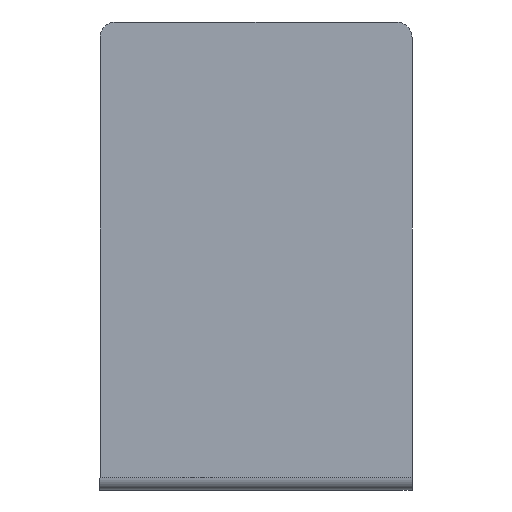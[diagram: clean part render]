
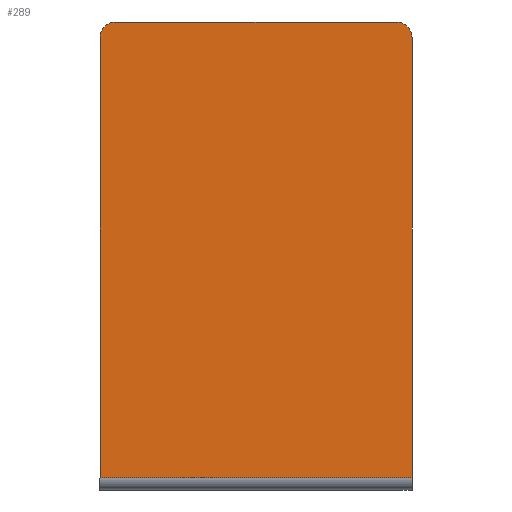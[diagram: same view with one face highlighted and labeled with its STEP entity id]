
A CAD part, left-side view. The second image highlights one B-rep face of the part: STEP entity #289.
In plain terms, the highlighted planar face has unit normal (-1, 0, 0).
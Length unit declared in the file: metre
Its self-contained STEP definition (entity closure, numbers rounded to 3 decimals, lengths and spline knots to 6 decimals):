
#26=CIRCLE('',#321,0.01);
#27=CIRCLE('',#322,0.01);
#50=ORIENTED_EDGE('',*,*,#124,.F.);
#51=ORIENTED_EDGE('',*,*,#130,.T.);
#52=ORIENTED_EDGE('',*,*,#126,.F.);
#53=ORIENTED_EDGE('',*,*,#131,.T.);
#54=ORIENTED_EDGE('',*,*,#118,.T.);
#55=ORIENTED_EDGE('',*,*,#132,.T.);
#118=EDGE_CURVE('',#158,#159,#182,.T.);
#124=EDGE_CURVE('',#164,#165,#188,.T.);
#126=EDGE_CURVE('',#166,#167,#190,.T.);
#130=EDGE_CURVE('',#164,#167,#26,.T.);
#131=EDGE_CURVE('',#166,#158,#27,.T.);
#132=EDGE_CURVE('',#159,#165,#194,.T.);
#158=VERTEX_POINT('',#440);
#159=VERTEX_POINT('',#441);
#164=VERTEX_POINT('',#452);
#165=VERTEX_POINT('',#454);
#166=VERTEX_POINT('',#458);
#167=VERTEX_POINT('',#459);
#182=LINE('',#439,#210);
#188=LINE('',#453,#216);
#190=LINE('',#457,#218);
#194=LINE('',#468,#222);
#210=VECTOR('',#351,1.);
#216=VECTOR('',#359,1.);
#218=VECTOR('',#363,1.);
#222=VECTOR('',#373,1.);
#241=EDGE_LOOP('',(#50,#51,#52,#53,#54,#55));
#259=FACE_BOUND('',#241,.T.);
#277=PLANE('',#320);
#289=ADVANCED_FACE('',(#259),#277,.T.);
#320=AXIS2_PLACEMENT_3D('',#465,#367,#368);
#321=AXIS2_PLACEMENT_3D('',#466,#369,#370);
#322=AXIS2_PLACEMENT_3D('',#467,#371,#372);
#351=DIRECTION('',(0.,0.,-1.));
#359=DIRECTION('',(0.,0.,-1.));
#363=DIRECTION('',(0.,-1.,0.));
#367=DIRECTION('',(-1.,0.,0.));
#368=DIRECTION('',(0.,0.,1.));
#369=DIRECTION('',(-1.,0.,0.));
#370=DIRECTION('',(0.,0.,1.));
#371=DIRECTION('',(-1.,0.,0.));
#372=DIRECTION('',(0.,0.,1.));
#373=DIRECTION('',(0.,-1.,0.));
#439=CARTESIAN_POINT('',(0.,0.,0.05));
#440=CARTESIAN_POINT('',(0.,0.,0.29));
#441=CARTESIAN_POINT('',(0.,0.,0.008));
#452=CARTESIAN_POINT('',(0.,-0.2,0.29));
#453=CARTESIAN_POINT('',(0.,-0.2,0.05));
#454=CARTESIAN_POINT('',(0.,-0.2,0.008));
#457=CARTESIAN_POINT('',(0.,0.,0.3));
#458=CARTESIAN_POINT('',(0.,-0.01,0.3));
#459=CARTESIAN_POINT('',(0.,-0.19,0.3));
#465=CARTESIAN_POINT('',(0.,0.,0.05));
#466=CARTESIAN_POINT('',(0.,-0.19,0.29));
#467=CARTESIAN_POINT('',(0.,-0.01,0.29));
#468=CARTESIAN_POINT('',(0.,0.,0.008));
